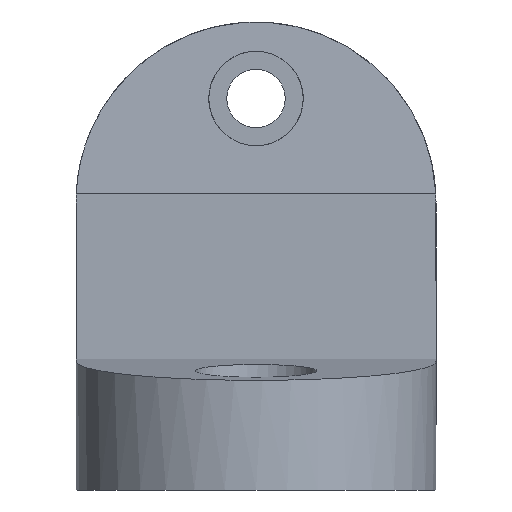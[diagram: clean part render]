
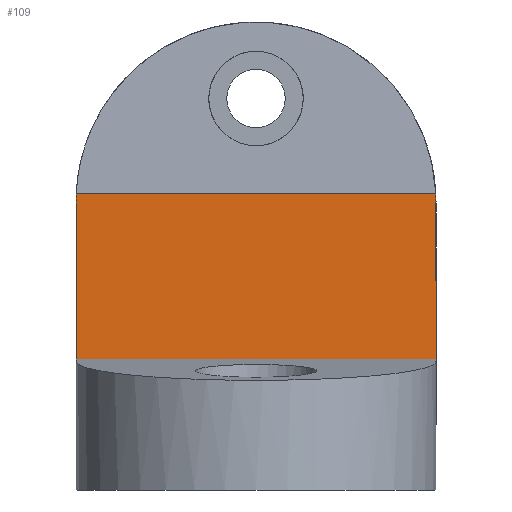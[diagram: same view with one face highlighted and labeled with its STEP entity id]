
A CAD part, left-side view. The second image highlights one B-rep face of the part: STEP entity #109.
In plain terms, the highlighted planar face has unit normal (-1, 0, 0).
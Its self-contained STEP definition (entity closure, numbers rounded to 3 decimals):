
#1 = CARTESIAN_POINT ( 'NONE',  ( -15., 32.919, 19.979 ) ) ;
#28 = VERTEX_POINT ( 'NONE', #1 ) ;
#86 = VERTEX_POINT ( 'NONE', #542 ) ;
#102 = CARTESIAN_POINT ( 'NONE',  ( -15., 14.55, 0. ) ) ;
#108 = DIRECTION ( 'NONE',  ( -1., 0., 0. ) ) ;
#109 = ADVANCED_FACE ( 'NONE', ( #1150 ), #1303, .T. ) ;
#139 = CARTESIAN_POINT ( 'NONE',  ( -15., 32.919, 0. ) ) ;
#202 = CARTESIAN_POINT ( 'NONE',  ( -15., 23.734, 20. ) ) ;
#203 = ORIENTED_EDGE ( 'NONE', *, *, #1498, .T. ) ;
#215 = ORIENTED_EDGE ( 'NONE', *, *, #904, .T. ) ;
#221 = CARTESIAN_POINT ( 'NONE',  ( -15., 16., -20. ) ) ;
#236 = CARTESIAN_POINT ( 'NONE',  ( -15., 32., 0. ) ) ;
#291 = ORIENTED_EDGE ( 'NONE', *, *, #1005, .T. ) ;
#344 = CARTESIAN_POINT ( 'NONE',  ( -15., 32., -20. ) ) ;
#429 = AXIS2_PLACEMENT_3D ( 'NONE', #592, #935, #438 ) ;
#438 = DIRECTION ( 'NONE',  ( 0., 1., 0. ) ) ;
#533 = LINE ( 'NONE', #139, #1568 ) ;
#542 = CARTESIAN_POINT ( 'NONE',  ( -15., 14.55, 20. ) ) ;
#556 = AXIS2_PLACEMENT_3D ( 'NONE', #236, #108, #1118 ) ;
#592 = CARTESIAN_POINT ( 'NONE',  ( -15., 32., 0. ) ) ;
#603 = VERTEX_POINT ( 'NONE', #1018 ) ;
#696 = DIRECTION ( 'NONE',  ( 0., 0., -1. ) ) ;
#707 = DIRECTION ( 'NONE',  ( 0., 1., 0. ) ) ;
#714 = CIRCLE ( 'NONE', #429, 20. ) ;
#720 = LINE ( 'NONE', #221, #1157 ) ;
#727 = VERTEX_POINT ( 'NONE', #834 ) ;
#751 = VERTEX_POINT ( 'NONE', #344 ) ;
#755 = ORIENTED_EDGE ( 'NONE', *, *, #1036, .F. ) ;
#831 = LINE ( 'NONE', #102, #1058 ) ;
#834 = CARTESIAN_POINT ( 'NONE',  ( -15., 14.55, -20. ) ) ;
#904 = EDGE_CURVE ( 'NONE', #28, #1623, #533, .T. ) ;
#912 = CARTESIAN_POINT ( 'NONE',  ( -15., 33.286, -20.8 ) ) ;
#914 = ORIENTED_EDGE ( 'NONE', *, *, #1553, .T. ) ;
#935 = DIRECTION ( 'NONE',  ( -1., 0., 0. ) ) ;
#1005 = EDGE_CURVE ( 'NONE', #751, #727, #720, .T. ) ;
#1018 = CARTESIAN_POINT ( 'NONE',  ( -15., 32., 20. ) ) ;
#1036 = EDGE_CURVE ( 'NONE', #86, #727, #831, .T. ) ;
#1058 = VECTOR ( 'NONE', #696, 1000. ) ;
#1118 = DIRECTION ( 'NONE',  ( 0., 1., 0. ) ) ;
#1150 = FACE_OUTER_BOUND ( 'NONE', #1467, .T. ) ;
#1157 = VECTOR ( 'NONE', #1479, 1000. ) ;
#1165 = DIRECTION ( 'NONE',  ( 0., 0., -1. ) ) ;
#1176 = DIRECTION ( 'NONE',  ( -1., 0., 0. ) ) ;
#1235 = AXIS2_PLACEMENT_3D ( 'NONE', #912, #1176, #1562 ) ;
#1236 = ORIENTED_EDGE ( 'NONE', *, *, #1414, .T. ) ;
#1303 = PLANE ( 'NONE',  #1235 ) ;
#1336 = LINE ( 'NONE', #202, #1351 ) ;
#1351 = VECTOR ( 'NONE', #707, 1000. ) ;
#1414 = EDGE_CURVE ( 'NONE', #603, #28, #714, .T. ) ;
#1467 = EDGE_LOOP ( 'NONE', ( #1236, #215, #914, #291, #755, #203 ) ) ;
#1479 = DIRECTION ( 'NONE',  ( 0., -1., 0. ) ) ;
#1498 = EDGE_CURVE ( 'NONE', #86, #603, #1336, .T. ) ;
#1520 = CARTESIAN_POINT ( 'NONE',  ( -15., 32.919, -19.979 ) ) ;
#1553 = EDGE_CURVE ( 'NONE', #1623, #751, #1596, .T. ) ;
#1562 = DIRECTION ( 'NONE',  ( 0., -1., 0. ) ) ;
#1568 = VECTOR ( 'NONE', #1165, 1000. ) ;
#1596 = CIRCLE ( 'NONE', #556, 20. ) ;
#1623 = VERTEX_POINT ( 'NONE', #1520 ) ;
